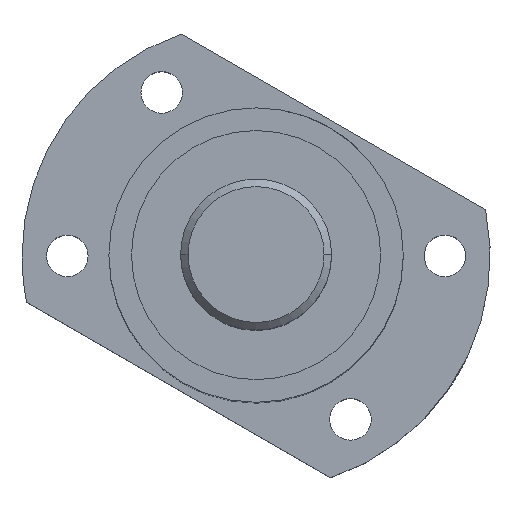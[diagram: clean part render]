
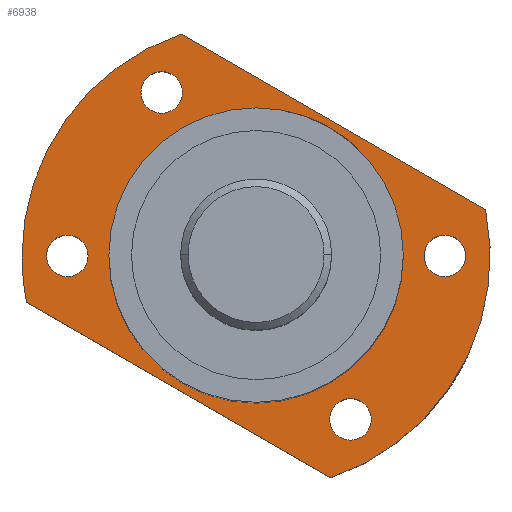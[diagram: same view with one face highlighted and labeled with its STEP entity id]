
A CAD part, top view. The second image highlights one B-rep face of the part: STEP entity #6938.
In plain terms, the highlighted planar face has unit normal (0, 0, 1).
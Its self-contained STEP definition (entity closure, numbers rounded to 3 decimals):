
#73 = DIRECTION ( 'NONE',  ( 0., 0., -1. ) ) ;
#403 = DIRECTION ( 'NONE',  ( 1., 0., 0. ) ) ;
#430 = ORIENTED_EDGE ( 'NONE', *, *, #8741, .F. ) ;
#465 = CARTESIAN_POINT ( 'NONE',  ( -12.5, 24.401, -65. ) ) ;
#583 = DIRECTION ( 'NONE',  ( -0.866, 0.5, 0. ) ) ;
#734 = CARTESIAN_POINT ( 'NONE',  ( -9.889, 29.381, -65. ) ) ;
#1038 = CARTESIAN_POINT ( 'NONE',  ( -25., 0., -65. ) ) ;
#1054 = VERTEX_POINT ( 'NONE', #25767 ) ;
#1144 = DIRECTION ( 'NONE',  ( 0., 0., 1. ) ) ;
#1332 = CARTESIAN_POINT ( 'NONE',  ( 12.5, -21.651, -65. ) ) ;
#1402 = VERTEX_POINT ( 'NONE', #16137 ) ;
#1435 = CIRCLE ( 'NONE', #23051, 19.5 ) ;
#1568 = VECTOR ( 'NONE', #583, 1000. ) ;
#1995 = DIRECTION ( 'NONE',  ( 0., 0., -1. ) ) ;
#2004 = FACE_BOUND ( 'NONE', #16637, .T. ) ;
#2349 = FACE_BOUND ( 'NONE', #15373, .T. ) ;
#2385 = VERTEX_POINT ( 'NONE', #24230 ) ;
#2466 = CIRCLE ( 'NONE', #4340, 2.75 ) ;
#2479 = ORIENTED_EDGE ( 'NONE', *, *, #24116, .F. ) ;
#2825 = AXIS2_PLACEMENT_3D ( 'NONE', #25359, #16652, #5644 ) ;
#2913 = ORIENTED_EDGE ( 'NONE', *, *, #18092, .F. ) ;
#3287 = ORIENTED_EDGE ( 'NONE', *, *, #24077, .F. ) ;
#3931 = AXIS2_PLACEMENT_3D ( 'NONE', #19103, #12399, #25627 ) ;
#4000 = VERTEX_POINT ( 'NONE', #5183 ) ;
#4016 = CARTESIAN_POINT ( 'NONE',  ( 12.5, -18.901, -65. ) ) ;
#4046 = AXIS2_PLACEMENT_3D ( 'NONE', #1038, #7728, #27157 ) ;
#4340 = AXIS2_PLACEMENT_3D ( 'NONE', #16777, #25401, #23216 ) ;
#4590 = DIRECTION ( 'NONE',  ( -1., 0., 0. ) ) ;
#4717 = EDGE_CURVE ( 'NONE', #1054, #26397, #17107, .T. ) ;
#5183 = CARTESIAN_POINT ( 'NONE',  ( -30.389, -6.127, -65. ) ) ;
#5481 = EDGE_CURVE ( 'NONE', #17072, #2385, #6465, .T. ) ;
#5633 = VECTOR ( 'NONE', #26950, 1000. ) ;
#5644 = DIRECTION ( 'NONE',  ( -1., 0., 0. ) ) ;
#5806 = EDGE_LOOP ( 'NONE', ( #13499, #430 ) ) ;
#6036 = EDGE_LOOP ( 'NONE', ( #18252, #8884, #3287, #2913, #20311 ) ) ;
#6128 = FACE_BOUND ( 'NONE', #23270, .T. ) ;
#6183 = CIRCLE ( 'NONE', #4046, 2.75 ) ;
#6465 = CIRCLE ( 'NONE', #14617, 2.75 ) ;
#6832 = ORIENTED_EDGE ( 'NONE', *, *, #5481, .F. ) ;
#6938 = ADVANCED_FACE ( 'NONE', ( #26655, #17751, #2349, #6128, #22223, #2004 ), #28408, .F. ) ;
#7144 = CARTESIAN_POINT ( 'NONE',  ( 0., 0., -65. ) ) ;
#7289 = ORIENTED_EDGE ( 'NONE', *, *, #9932, .F. ) ;
#7546 = CARTESIAN_POINT ( 'NONE',  ( 9.889, -29.381, -65. ) ) ;
#7728 = DIRECTION ( 'NONE',  ( 0., 0., 1. ) ) ;
#8605 = DIRECTION ( 'NONE',  ( 0., 0., 1. ) ) ;
#8661 = DIRECTION ( 'NONE',  ( 0., -1., 0. ) ) ;
#8733 = DIRECTION ( 'NONE',  ( 0., -1., 0. ) ) ;
#8741 = EDGE_CURVE ( 'NONE', #19996, #1402, #22197, .T. ) ;
#8873 = CARTESIAN_POINT ( 'NONE',  ( -25., 0., -65. ) ) ;
#8884 = ORIENTED_EDGE ( 'NONE', *, *, #15534, .F. ) ;
#9056 = LINE ( 'NONE', #734, #5633 ) ;
#9289 = CIRCLE ( 'NONE', #25991, 2.75 ) ;
#9489 = CARTESIAN_POINT ( 'NONE',  ( -12.5, 21.651, -65. ) ) ;
#9932 = EDGE_CURVE ( 'NONE', #10881, #27952, #28342, .T. ) ;
#10549 = AXIS2_PLACEMENT_3D ( 'NONE', #15147, #8605, #15323 ) ;
#10681 = CIRCLE ( 'NONE', #2825, 31. ) ;
#10881 = VERTEX_POINT ( 'NONE', #18785 ) ;
#11043 = CIRCLE ( 'NONE', #18488, 31. ) ;
#11326 = VERTEX_POINT ( 'NONE', #19448 ) ;
#11492 = EDGE_LOOP ( 'NONE', ( #7289, #2479 ) ) ;
#11754 = ORIENTED_EDGE ( 'NONE', *, *, #23189, .F. ) ;
#11889 = DIRECTION ( 'NONE',  ( 0., -1., 0. ) ) ;
#12083 = CARTESIAN_POINT ( 'NONE',  ( 9.889, -29.381, -65. ) ) ;
#12399 = DIRECTION ( 'NONE',  ( 0., 0., 1. ) ) ;
#13119 = EDGE_CURVE ( 'NONE', #15826, #4000, #16983, .T. ) ;
#13363 = CARTESIAN_POINT ( 'NONE',  ( -12.5, 21.651, -65. ) ) ;
#13450 = AXIS2_PLACEMENT_3D ( 'NONE', #8873, #24343, #8733 ) ;
#13499 = ORIENTED_EDGE ( 'NONE', *, *, #18184, .F. ) ;
#13788 = CIRCLE ( 'NONE', #3931, 19.5 ) ;
#13799 = VERTEX_POINT ( 'NONE', #22064 ) ;
#14123 = DIRECTION ( 'NONE',  ( 0., 0., 1. ) ) ;
#14617 = AXIS2_PLACEMENT_3D ( 'NONE', #19496, #15473, #8661 ) ;
#14827 = VERTEX_POINT ( 'NONE', #21662 ) ;
#15102 = CARTESIAN_POINT ( 'NONE',  ( -19.5, 0., -65. ) ) ;
#15147 = CARTESIAN_POINT ( 'NONE',  ( 12.5, -21.651, -65. ) ) ;
#15323 = DIRECTION ( 'NONE',  ( 0., -1., 0. ) ) ;
#15373 = EDGE_LOOP ( 'NONE', ( #24747, #22512 ) ) ;
#15473 = DIRECTION ( 'NONE',  ( 0., 0., 1. ) ) ;
#15534 = EDGE_CURVE ( 'NONE', #11326, #13799, #9056, .T. ) ;
#15575 = DIRECTION ( 'NONE',  ( 0., 0., 1. ) ) ;
#15602 = CARTESIAN_POINT ( 'NONE',  ( -25., -2.75, -65. ) ) ;
#15826 = VERTEX_POINT ( 'NONE', #12083 ) ;
#16137 = CARTESIAN_POINT ( 'NONE',  ( -12.5, 18.901, -65. ) ) ;
#16280 = VERTEX_POINT ( 'NONE', #25059 ) ;
#16637 = EDGE_LOOP ( 'NONE', ( #18409, #11754 ) ) ;
#16652 = DIRECTION ( 'NONE',  ( 0., 0., -1. ) ) ;
#16777 = CARTESIAN_POINT ( 'NONE',  ( 25., 0., -65. ) ) ;
#16817 = CARTESIAN_POINT ( 'NONE',  ( 25., 2.75, -65. ) ) ;
#16983 = LINE ( 'NONE', #7546, #1568 ) ;
#17072 = VERTEX_POINT ( 'NONE', #16817 ) ;
#17107 = CIRCLE ( 'NONE', #13450, 2.75 ) ;
#17751 = FACE_BOUND ( 'NONE', #5806, .T. ) ;
#18092 = EDGE_CURVE ( 'NONE', #4000, #16280, #11043, .T. ) ;
#18184 = EDGE_CURVE ( 'NONE', #1402, #19996, #26464, .T. ) ;
#18252 = ORIENTED_EDGE ( 'NONE', *, *, #18513, .F. ) ;
#18409 = ORIENTED_EDGE ( 'NONE', *, *, #24356, .F. ) ;
#18488 = AXIS2_PLACEMENT_3D ( 'NONE', #19698, #73, #4590 ) ;
#18513 = EDGE_CURVE ( 'NONE', #13799, #15826, #19627, .T. ) ;
#18642 = DIRECTION ( 'NONE',  ( 0., -1., 0. ) ) ;
#18785 = CARTESIAN_POINT ( 'NONE',  ( 12.5, -24.401, -65. ) ) ;
#19103 = CARTESIAN_POINT ( 'NONE',  ( 0., 0., -65. ) ) ;
#19448 = CARTESIAN_POINT ( 'NONE',  ( -9.889, 29.381, -65. ) ) ;
#19496 = CARTESIAN_POINT ( 'NONE',  ( 25., 0., -65. ) ) ;
#19627 = CIRCLE ( 'NONE', #20332, 31. ) ;
#19698 = CARTESIAN_POINT ( 'NONE',  ( 0., 0., -65. ) ) ;
#19936 = AXIS2_PLACEMENT_3D ( 'NONE', #26113, #1995, #28042 ) ;
#19996 = VERTEX_POINT ( 'NONE', #465 ) ;
#20297 = CARTESIAN_POINT ( 'NONE',  ( 0., 0., -65. ) ) ;
#20311 = ORIENTED_EDGE ( 'NONE', *, *, #13119, .F. ) ;
#20332 = AXIS2_PLACEMENT_3D ( 'NONE', #7144, #22500, #22316 ) ;
#21479 = VERTEX_POINT ( 'NONE', #15102 ) ;
#21662 = CARTESIAN_POINT ( 'NONE',  ( 19.5, 0., -65. ) ) ;
#22064 = CARTESIAN_POINT ( 'NONE',  ( 30.389, 6.127, -65. ) ) ;
#22197 = CIRCLE ( 'NONE', #27218, 2.75 ) ;
#22223 = FACE_BOUND ( 'NONE', #11492, .T. ) ;
#22316 = DIRECTION ( 'NONE',  ( -1., 0., 0. ) ) ;
#22500 = DIRECTION ( 'NONE',  ( 0., 0., -1. ) ) ;
#22512 = ORIENTED_EDGE ( 'NONE', *, *, #4717, .F. ) ;
#22524 = DIRECTION ( 'NONE',  ( 0., 0., 1. ) ) ;
#23051 = AXIS2_PLACEMENT_3D ( 'NONE', #20297, #22524, #403 ) ;
#23189 = EDGE_CURVE ( 'NONE', #21479, #14827, #13788, .T. ) ;
#23216 = DIRECTION ( 'NONE',  ( 0., -1., 0. ) ) ;
#23270 = EDGE_LOOP ( 'NONE', ( #23919, #6832 ) ) ;
#23518 = EDGE_CURVE ( 'NONE', #2385, #17072, #2466, .T. ) ;
#23919 = ORIENTED_EDGE ( 'NONE', *, *, #23518, .F. ) ;
#24077 = EDGE_CURVE ( 'NONE', #16280, #11326, #10681, .T. ) ;
#24116 = EDGE_CURVE ( 'NONE', #27952, #10881, #9289, .T. ) ;
#24230 = CARTESIAN_POINT ( 'NONE',  ( 25., -2.75, -65. ) ) ;
#24343 = DIRECTION ( 'NONE',  ( 0., 0., 1. ) ) ;
#24356 = EDGE_CURVE ( 'NONE', #14827, #21479, #1435, .T. ) ;
#24473 = DIRECTION ( 'NONE',  ( 0., -1., 0. ) ) ;
#24747 = ORIENTED_EDGE ( 'NONE', *, *, #26856, .F. ) ;
#25059 = CARTESIAN_POINT ( 'NONE',  ( -31., 0., -65. ) ) ;
#25359 = CARTESIAN_POINT ( 'NONE',  ( 0., 0., -65. ) ) ;
#25401 = DIRECTION ( 'NONE',  ( 0., 0., 1. ) ) ;
#25627 = DIRECTION ( 'NONE',  ( 1., 0., 0. ) ) ;
#25767 = CARTESIAN_POINT ( 'NONE',  ( -25., 2.75, -65. ) ) ;
#25991 = AXIS2_PLACEMENT_3D ( 'NONE', #1332, #1144, #18642 ) ;
#26113 = CARTESIAN_POINT ( 'NONE',  ( -15.588, 9., -65. ) ) ;
#26397 = VERTEX_POINT ( 'NONE', #15602 ) ;
#26464 = CIRCLE ( 'NONE', #27685, 2.75 ) ;
#26655 = FACE_OUTER_BOUND ( 'NONE', #6036, .T. ) ;
#26856 = EDGE_CURVE ( 'NONE', #26397, #1054, #6183, .T. ) ;
#26950 = DIRECTION ( 'NONE',  ( 0.866, -0.5, 0. ) ) ;
#27157 = DIRECTION ( 'NONE',  ( 0., -1., 0. ) ) ;
#27218 = AXIS2_PLACEMENT_3D ( 'NONE', #13363, #15575, #24473 ) ;
#27685 = AXIS2_PLACEMENT_3D ( 'NONE', #9489, #14123, #11889 ) ;
#27952 = VERTEX_POINT ( 'NONE', #4016 ) ;
#28042 = DIRECTION ( 'NONE',  ( -1., 0., 0. ) ) ;
#28342 = CIRCLE ( 'NONE', #10549, 2.75 ) ;
#28408 = PLANE ( 'NONE',  #19936 ) ;
